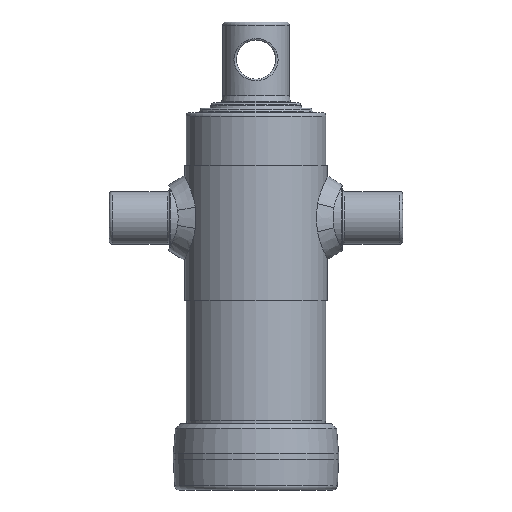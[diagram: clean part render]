
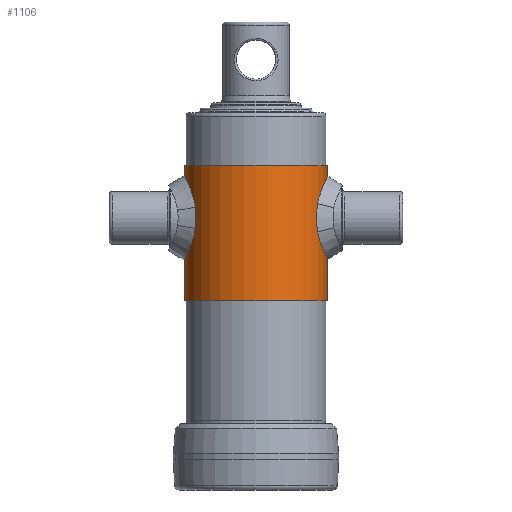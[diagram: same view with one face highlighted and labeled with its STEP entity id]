
A CAD part, left-side view. The second image highlights one B-rep face of the part: STEP entity #1106.
In plain terms, the highlighted cylindrical face has radius 47.5 mm (diameter 95 mm), a full revolution.
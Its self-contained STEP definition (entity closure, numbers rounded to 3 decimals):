
#1106 = ADVANCED_FACE( '', ( #2276, #2277, #2278 ), #2279, .T. );
#2276 = FACE_OUTER_BOUND( '', #6708, .T. );
#2277 = FACE_OUTER_BOUND( '', #6709, .T. );
#2278 = FACE_BOUND( '', #6710, .T. );
#2279 = CYLINDRICAL_SURFACE( '', #6711, 47.5 );
#6708 = EDGE_LOOP( '', ( #12141 ) );
#6709 = EDGE_LOOP( '', ( #12142 ) );
#6710 = EDGE_LOOP( '', ( #12143 ) );
#6711 = AXIS2_PLACEMENT_3D( '', #12144, #12145, #12146 );
#12141 = ORIENTED_EDGE( '', *, *, #13757, .F. );
#12142 = ORIENTED_EDGE( '', *, *, #13837, .T. );
#12143 = ORIENTED_EDGE( '', *, *, #13562, .F. );
#12144 = CARTESIAN_POINT( '', ( 0., 0., 54. ) );
#12145 = DIRECTION( '', ( 0., 0., 1. ) );
#12146 = DIRECTION( '', ( -1., 0., 0. ) );
#13562 = EDGE_CURVE( '', #14611, #14611, #14612, .T. );
#13757 = EDGE_CURVE( '', #14932, #14932, #14933, .T. );
#13837 = EDGE_CURVE( '', #15050, #15050, #15051, .T. );
#14611 = VERTEX_POINT( '', #16345 );
#14612 = B_SPLINE_CURVE_WITH_KNOTS( '', 3, ( #16346, #16347, #16348, #16349, #16350, #16351, #16352, #16353, #16354, #16355, #16356, #16357, #16358, #16359, #16360, #16361, #16362, #16363, #16364, #16365, #16366, #16367, #16368, #16369, #16370, #16371, #16372, #16373, #16374, #16375, #16376, #16377, #16378, #16379, #16380, #16381, #16382, #16383, #16384, #16385, #16386, #16387, #16388, #16389, #16390, #16391, #16392, #16393, #16394, #16395, #16396, #16397, #16398, #16399, #16400, #16401, #16402, #16403, #16404, #16405, #16406, #16407, #16408, #16409, #16410, #16411, #16412, #16413, #16414, #16415, #16416, #16417, #16418, #16419, #16420, #16421, #16422, #16423, #16424, #16425, #16426, #16427, #16428, #16429, #16430, #16431 ), .UNSPECIFIED., .T., .F., ( 2, 2, 2, 2, 2, 2, 2, 2, 2, 1, 2, 2, 2, 2, 2, 2, 2, 2, 2, 2, 2, 2, 2, 2, 2, 1, 2, 2, 2, 2, 2, 2, 2, 2, 2, 2, 2, 2, 2, 2, 2, 2, 2, 2, 2, 2 ), ( -0.001, 0., 0.001, 0.002, 0.003, 0.004, 0.006, 0.007, 0.008, 0.009, 0.01, 0.01, 0.012, 0.013, 0.015, 0.015, 0.016, 0.018, 0.019, 0.02, 0.021, 0.022, 0.023, 0.025, 0.026, 0.026, 0.027, 0.028, 0.029, 0.031, 0.032, 0.033, 0.034, 0.035, 0.037, 0.037, 0.038, 0.04, 0.04, 0.041, 0.043, 0.044, 0.045, 0.045, 0.047, 0.048 ), .UNSPECIFIED. );
#14932 = VERTEX_POINT( '', #17269 );
#14933 = CIRCLE( '', #17270, 47.5 );
#15050 = VERTEX_POINT( '', #18041 );
#15051 = CIRCLE( '', #18042, 47.5 );
#16345 = CARTESIAN_POINT( '', ( 0., -47.5, 174.5 ) );
#16346 = CARTESIAN_POINT( '', ( 0.496, -47.5, 174.5 ) );
#16347 = CARTESIAN_POINT( '', ( -0.496, -47.5, 174.5 ) );
#16348 = CARTESIAN_POINT( '', ( -0.984, -47.492, 174.451 ) );
#16349 = CARTESIAN_POINT( '', ( -1.704, -47.47, 174.308 ) );
#16350 = CARTESIAN_POINT( '', ( -1.942, -47.461, 174.248 ) );
#16351 = CARTESIAN_POINT( '', ( -2.413, -47.439, 174.105 ) );
#16352 = CARTESIAN_POINT( '', ( -2.647, -47.427, 174.021 ) );
#16353 = CARTESIAN_POINT( '', ( -3.328, -47.385, 173.739 ) );
#16354 = CARTESIAN_POINT( '', ( -3.759, -47.353, 173.509 ) );
#16355 = CARTESIAN_POINT( '', ( -4.574, -47.281, 172.964 ) );
#16356 = CARTESIAN_POINT( '', ( -4.959, -47.242, 172.648 ) );
#16357 = CARTESIAN_POINT( '', ( -5.649, -47.164, 171.957 ) );
#16358 = CARTESIAN_POINT( '', ( -5.959, -47.125, 171.58 ) );
#16359 = CARTESIAN_POINT( '', ( -6.371, -47.071, 170.966 ) );
#16360 = CARTESIAN_POINT( '', ( -6.498, -47.054, 170.753 ) );
#16361 = CARTESIAN_POINT( '', ( -6.729, -47.021, 170.321 ) );
#16362 = CARTESIAN_POINT( '', ( -6.938, -46.991, 169.879 ) );
#16363 = CARTESIAN_POINT( '', ( -7.104, -46.966, 169.419 ) );
#16364 = CARTESIAN_POINT( '', ( -7.247, -46.944, 168.949 ) );
#16365 = CARTESIAN_POINT( '', ( -7.307, -46.935, 168.708 ) );
#16366 = CARTESIAN_POINT( '', ( -7.452, -46.912, 167.981 ) );
#16367 = CARTESIAN_POINT( '', ( -7.5, -46.904, 167.494 ) );
#16368 = CARTESIAN_POINT( '', ( -7.5, -46.904, 166.514 ) );
#16369 = CARTESIAN_POINT( '', ( -7.451, -46.912, 166.017 ) );
#16370 = CARTESIAN_POINT( '', ( -7.26, -46.942, 165.054 ) );
#16371 = CARTESIAN_POINT( '', ( -7.118, -46.964, 164.586 ) );
#16372 = CARTESIAN_POINT( '', ( -6.836, -47.006, 163.904 ) );
#16373 = CARTESIAN_POINT( '', ( -6.729, -47.021, 163.68 ) );
#16374 = CARTESIAN_POINT( '', ( -6.498, -47.054, 163.246 ) );
#16375 = CARTESIAN_POINT( '', ( -6.372, -47.071, 163.036 ) );
#16376 = CARTESIAN_POINT( '', ( -5.965, -47.125, 162.427 ) );
#16377 = CARTESIAN_POINT( '', ( -5.654, -47.164, 162.048 ) );
#16378 = CARTESIAN_POINT( '', ( -4.956, -47.242, 161.349 ) );
#16379 = CARTESIAN_POINT( '', ( -4.578, -47.281, 161.039 ) );
#16380 = CARTESIAN_POINT( '', ( -3.969, -47.334, 160.632 ) );
#16381 = CARTESIAN_POINT( '', ( -3.76, -47.351, 160.506 ) );
#16382 = CARTESIAN_POINT( '', ( -3.325, -47.384, 160.273 ) );
#16383 = CARTESIAN_POINT( '', ( -3.101, -47.399, 160.167 ) );
#16384 = CARTESIAN_POINT( '', ( -2.42, -47.44, 159.884 ) );
#16385 = CARTESIAN_POINT( '', ( -1.953, -47.462, 159.742 ) );
#16386 = CARTESIAN_POINT( '', ( -0.99, -47.492, 159.549 ) );
#16387 = CARTESIAN_POINT( '', ( -0.493, -47.5, 159.5 ) );
#16388 = CARTESIAN_POINT( '', ( 0.487, -47.5, 159.5 ) );
#16389 = CARTESIAN_POINT( '', ( 0.974, -47.492, 159.547 ) );
#16390 = CARTESIAN_POINT( '', ( 1.702, -47.47, 159.691 ) );
#16391 = CARTESIAN_POINT( '', ( 1.942, -47.461, 159.752 ) );
#16392 = CARTESIAN_POINT( '', ( 2.412, -47.439, 159.894 ) );
#16393 = CARTESIAN_POINT( '', ( 2.873, -47.415, 160.059 ) );
#16394 = CARTESIAN_POINT( '', ( 3.315, -47.385, 160.268 ) );
#16395 = CARTESIAN_POINT( '', ( 3.748, -47.352, 160.499 ) );
#16396 = CARTESIAN_POINT( '', ( 3.961, -47.335, 160.627 ) );
#16397 = CARTESIAN_POINT( '', ( 4.575, -47.281, 161.037 ) );
#16398 = CARTESIAN_POINT( '', ( 4.952, -47.242, 161.346 ) );
#16399 = CARTESIAN_POINT( '', ( 5.644, -47.165, 162.037 ) );
#16400 = CARTESIAN_POINT( '', ( 5.961, -47.125, 162.422 ) );
#16401 = CARTESIAN_POINT( '', ( 6.505, -47.053, 163.235 ) );
#16402 = CARTESIAN_POINT( '', ( 6.736, -47.02, 163.666 ) );
#16403 = CARTESIAN_POINT( '', ( 7.019, -46.979, 164.347 ) );
#16404 = CARTESIAN_POINT( '', ( 7.104, -46.966, 164.581 ) );
#16405 = CARTESIAN_POINT( '', ( 7.247, -46.944, 165.052 ) );
#16406 = CARTESIAN_POINT( '', ( 7.306, -46.935, 165.29 ) );
#16407 = CARTESIAN_POINT( '', ( 7.45, -46.912, 166.009 ) );
#16408 = CARTESIAN_POINT( '', ( 7.5, -46.904, 166.498 ) );
#16409 = CARTESIAN_POINT( '', ( 7.5, -46.904, 167.489 ) );
#16410 = CARTESIAN_POINT( '', ( 7.452, -46.912, 167.977 ) );
#16411 = CARTESIAN_POINT( '', ( 7.31, -46.934, 168.697 ) );
#16412 = CARTESIAN_POINT( '', ( 7.25, -46.943, 168.935 ) );
#16413 = CARTESIAN_POINT( '', ( 7.107, -46.965, 169.408 ) );
#16414 = CARTESIAN_POINT( '', ( 7.024, -46.978, 169.642 ) );
#16415 = CARTESIAN_POINT( '', ( 6.742, -47.019, 170.322 ) );
#16416 = CARTESIAN_POINT( '', ( 6.512, -47.052, 170.753 ) );
#16417 = CARTESIAN_POINT( '', ( 6.104, -47.106, 171.365 ) );
#16418 = CARTESIAN_POINT( '', ( 5.957, -47.125, 171.564 ) );
#16419 = CARTESIAN_POINT( '', ( 5.644, -47.164, 171.945 ) );
#16420 = CARTESIAN_POINT( '', ( 5.48, -47.183, 172.126 ) );
#16421 = CARTESIAN_POINT( '', ( 4.962, -47.241, 172.645 ) );
#16422 = CARTESIAN_POINT( '', ( 4.586, -47.28, 172.955 ) );
#16423 = CARTESIAN_POINT( '', ( 3.765, -47.352, 173.505 ) );
#16424 = CARTESIAN_POINT( '', ( 3.331, -47.385, 173.737 ) );
#16425 = CARTESIAN_POINT( '', ( 2.655, -47.426, 174.019 ) );
#16426 = CARTESIAN_POINT( '', ( 2.425, -47.439, 174.101 ) );
#16427 = CARTESIAN_POINT( '', ( 1.955, -47.46, 174.245 ) );
#16428 = CARTESIAN_POINT( '', ( 1.713, -47.47, 174.306 ) );
#16429 = CARTESIAN_POINT( '', ( 0.987, -47.492, 174.451 ) );
#16430 = CARTESIAN_POINT( '', ( 0.496, -47.5, 174.5 ) );
#16431 = CARTESIAN_POINT( '', ( -0.496, -47.5, 174.5 ) );
#17269 = CARTESIAN_POINT( '', ( -47.5, 0., 112. ) );
#17270 = AXIS2_PLACEMENT_3D( '', #20580, #20581, #20582 );
#18041 = CARTESIAN_POINT( '', ( -47.5, 0., 202. ) );
#18042 = AXIS2_PLACEMENT_3D( '', #20683, #20684, #20685 );
#20580 = CARTESIAN_POINT( '', ( 0., 0., 112. ) );
#20581 = DIRECTION( '', ( 0., 0., -1. ) );
#20582 = DIRECTION( '', ( -1., 0., 0. ) );
#20683 = CARTESIAN_POINT( '', ( 0., 0., 202. ) );
#20684 = DIRECTION( '', ( 0., 0., -1. ) );
#20685 = DIRECTION( '', ( -1., 0., 0. ) );
